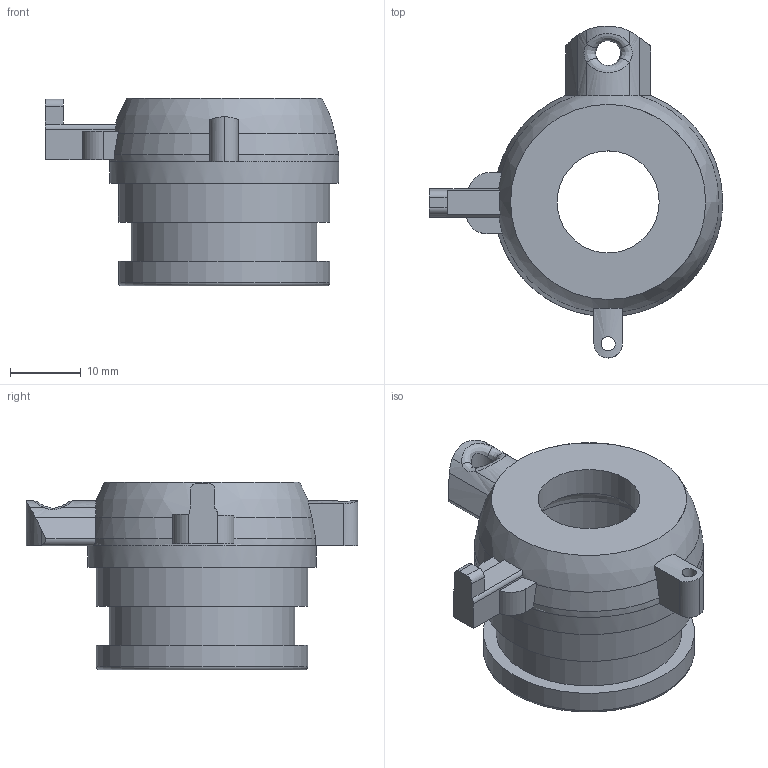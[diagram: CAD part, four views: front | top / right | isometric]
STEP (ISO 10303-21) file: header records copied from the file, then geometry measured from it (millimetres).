
FILE_DESCRIPTION(/* description */ (''),/* implementation_level */ '2;1');
FILE_NAME(/* name */ 'jp2 v25.step',/* time_stamp */ '2021-05-14T05:46:44+01:00',/* author */ (''),/* organization */ (''),/* preprocessor_version */ 'ST-DEVELOPER v18.1',/* originating_system */ 'Autodesk Translation Framework v10.6.0.1341',/* authorisation */ '');
FILE_SCHEMA (('AUTOMOTIVE_DESIGN { 1 0 10303 214 3 1 1 }'));
Length unit declared in the file: millimetre
Products named in the file (1): jp2
Bounding box: 41.36 x 46.82 x 26.5 mm (x, y, z)
Volume: 11490.3 mm3; surface area: 6509.8 mm2
Topology: 3 solids, 3 shells, 70 faces, 176 edges, 113 vertices
Faces by surface type: plane 26, cylinder 24, bspline 13, cone 4, torus 3
Full cylindrical faces by diameter (mm): 2 x1, 3.5 x1, 14.4 x1, 20.2 x2, 26.2 x1, 27.526 x2, 29.82 x2, 32.294 x1
Entity records: 2783 total; most frequent: CARTESIAN_POINT 1119, ORIENTED_EDGE 352, DIRECTION 318, EDGE_CURVE 176, AXIS2_PLACEMENT_3D 124, VERTEX_POINT 113, EDGE_LOOP 81, FACE_OUTER_BOUND 70
